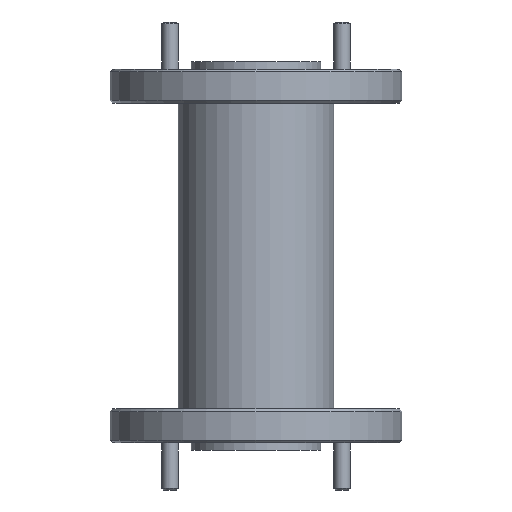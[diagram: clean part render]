
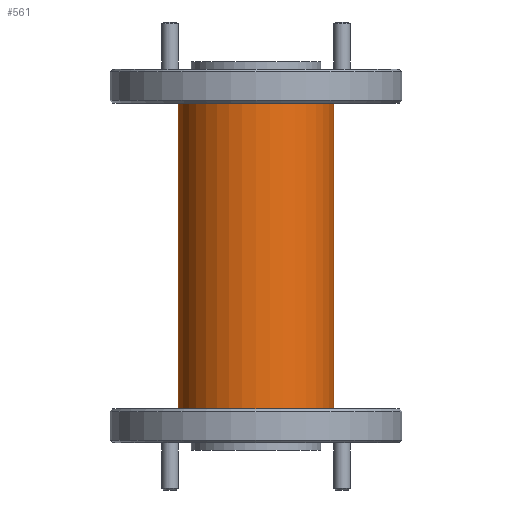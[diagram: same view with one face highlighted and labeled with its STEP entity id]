
A CAD part, front view. The second image highlights one B-rep face of the part: STEP entity #561.
In plain terms, the highlighted cylindrical face has radius 7.62 mm (diameter 15.24 mm), a partial arc.
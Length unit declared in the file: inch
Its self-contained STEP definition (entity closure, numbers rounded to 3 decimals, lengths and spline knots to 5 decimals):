
#46 = LINE ( 'NONE', #1360, #2183 ) ;
#147 = ORIENTED_EDGE ( 'NONE', *, *, #2075, .T. ) ;
#215 = CARTESIAN_POINT ( 'NONE',  ( 0., 0., -1.34 ) ) ;
#281 = EDGE_CURVE ( 'NONE', #590, #1172, #1635, .T. ) ;
#371 = EDGE_LOOP ( 'NONE', ( #3820, #2408, #147, #1651 ) ) ;
#561 = ADVANCED_FACE ( 'NONE', ( #3444 ), #2657, .T. ) ;
#590 = VERTEX_POINT ( 'NONE', #3180 ) ;
#730 = CARTESIAN_POINT ( 'NONE',  ( -0.3, 0., -1.34 ) ) ;
#784 = VECTOR ( 'NONE', #3118, 39.37008 ) ;
#1150 = AXIS2_PLACEMENT_3D ( 'NONE', #1321, #1554, #1310 ) ;
#1172 = VERTEX_POINT ( 'NONE', #1681 ) ;
#1280 = DIRECTION ( 'NONE',  ( 1., 0., 0. ) ) ;
#1284 = VERTEX_POINT ( 'NONE', #2358 ) ;
#1292 = DIRECTION ( 'NONE',  ( 0., 0., -1. ) ) ;
#1310 = DIRECTION ( 'NONE',  ( -1., 0., 0. ) ) ;
#1321 = CARTESIAN_POINT ( 'NONE',  ( 0., 0., -1.34 ) ) ;
#1360 = CARTESIAN_POINT ( 'NONE',  ( 0.3, 0., -1.34 ) ) ;
#1554 = DIRECTION ( 'NONE',  ( 0., 0., -1. ) ) ;
#1635 = CIRCLE ( 'NONE', #2754, 0.3 ) ;
#1651 = ORIENTED_EDGE ( 'NONE', *, *, #281, .T. ) ;
#1681 = CARTESIAN_POINT ( 'NONE',  ( -0.3, 0., -0.16 ) ) ;
#2075 = EDGE_CURVE ( 'NONE', #1284, #590, #46, .T. ) ;
#2183 = VECTOR ( 'NONE', #3718, 39.37008 ) ;
#2358 = CARTESIAN_POINT ( 'NONE',  ( 0.3, 0., -1.34 ) ) ;
#2408 = ORIENTED_EDGE ( 'NONE', *, *, #2427, .F. ) ;
#2427 = EDGE_CURVE ( 'NONE', #1284, #2950, #2785, .T. ) ;
#2470 = EDGE_CURVE ( 'NONE', #2950, #1172, #3069, .T. ) ;
#2584 = DIRECTION ( 'NONE',  ( 1., 0., 0. ) ) ;
#2657 = CYLINDRICAL_SURFACE ( 'NONE', #3518, 0.3 ) ;
#2754 = AXIS2_PLACEMENT_3D ( 'NONE', #3638, #1292, #1280 ) ;
#2785 = CIRCLE ( 'NONE', #1150, 0.3 ) ;
#2897 = DIRECTION ( 'NONE',  ( 0., 0., 1. ) ) ;
#2950 = VERTEX_POINT ( 'NONE', #730 ) ;
#3069 = LINE ( 'NONE', #3082, #784 ) ;
#3082 = CARTESIAN_POINT ( 'NONE',  ( -0.3, 0., -1.34 ) ) ;
#3118 = DIRECTION ( 'NONE',  ( 0., 0., 1. ) ) ;
#3180 = CARTESIAN_POINT ( 'NONE',  ( 0.3, 0., -0.16 ) ) ;
#3444 = FACE_OUTER_BOUND ( 'NONE', #371, .T. ) ;
#3518 = AXIS2_PLACEMENT_3D ( 'NONE', #215, #2897, #2584 ) ;
#3638 = CARTESIAN_POINT ( 'NONE',  ( 0., 0., -0.16 ) ) ;
#3718 = DIRECTION ( 'NONE',  ( 0., 0., 1. ) ) ;
#3820 = ORIENTED_EDGE ( 'NONE', *, *, #2470, .F. ) ;
